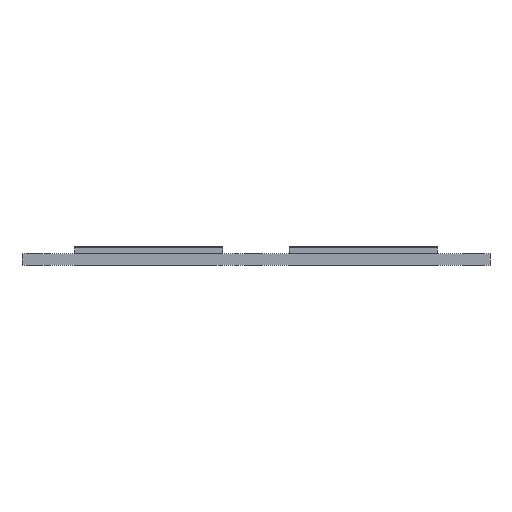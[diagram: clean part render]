
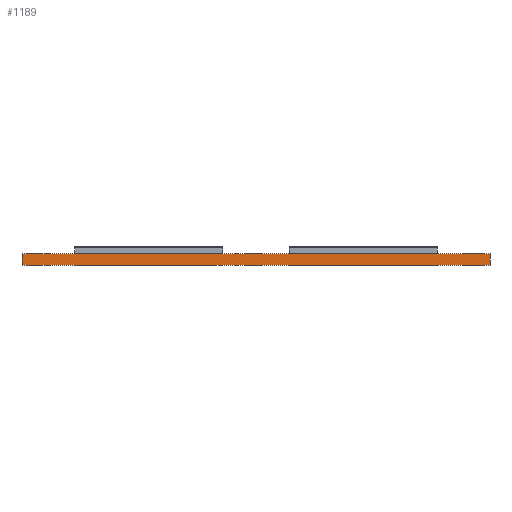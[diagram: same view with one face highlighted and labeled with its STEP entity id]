
A CAD part, front view. The second image highlights one B-rep face of the part: STEP entity #1189.
In plain terms, the highlighted planar face has unit normal (0, -1, 0).
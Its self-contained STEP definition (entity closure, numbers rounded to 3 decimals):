
#145=FACE_OUTER_BOUND('',#205,.T.);
#205=EDGE_LOOP('',(#1005,#1006,#1007,#1008));
#359=LINE('',#1934,#489);
#360=LINE('',#1937,#490);
#361=LINE('',#1939,#491);
#362=LINE('',#1940,#492);
#489=VECTOR('',#1601,10.);
#490=VECTOR('',#1604,10.);
#491=VECTOR('',#1605,10.);
#492=VECTOR('',#1606,10.);
#599=VERTEX_POINT('',#1930);
#600=VERTEX_POINT('',#1932);
#601=VERTEX_POINT('',#1936);
#602=VERTEX_POINT('',#1938);
#759=EDGE_CURVE('',#599,#600,#359,.T.);
#760=EDGE_CURVE('',#601,#599,#360,.T.);
#761=EDGE_CURVE('',#602,#600,#361,.T.);
#762=EDGE_CURVE('',#601,#602,#362,.T.);
#1005=ORIENTED_EDGE('',*,*,#760,.T.);
#1006=ORIENTED_EDGE('',*,*,#759,.T.);
#1007=ORIENTED_EDGE('',*,*,#761,.F.);
#1008=ORIENTED_EDGE('',*,*,#762,.F.);
#1129=PLANE('',#1295);
#1189=ADVANCED_FACE('',(#145),#1129,.T.);
#1295=AXIS2_PLACEMENT_3D('',#1935,#1602,#1603);
#1601=DIRECTION('',(0.,0.,1.));
#1602=DIRECTION('center_axis',(0.,-1.,0.));
#1603=DIRECTION('ref_axis',(1.,0.,0.));
#1604=DIRECTION('',(1.,0.,0.));
#1605=DIRECTION('',(1.,0.,0.));
#1606=DIRECTION('',(0.,0.,1.));
#1930=CARTESIAN_POINT('',(120.,0.,0.));
#1932=CARTESIAN_POINT('',(120.,0.,3.));
#1934=CARTESIAN_POINT('',(120.,0.,0.));
#1935=CARTESIAN_POINT('Origin',(0.,0.,0.));
#1936=CARTESIAN_POINT('',(0.,0.,0.));
#1937=CARTESIAN_POINT('',(0.,0.,0.));
#1938=CARTESIAN_POINT('',(0.,0.,3.));
#1939=CARTESIAN_POINT('',(0.,0.,3.));
#1940=CARTESIAN_POINT('',(0.,0.,0.));
